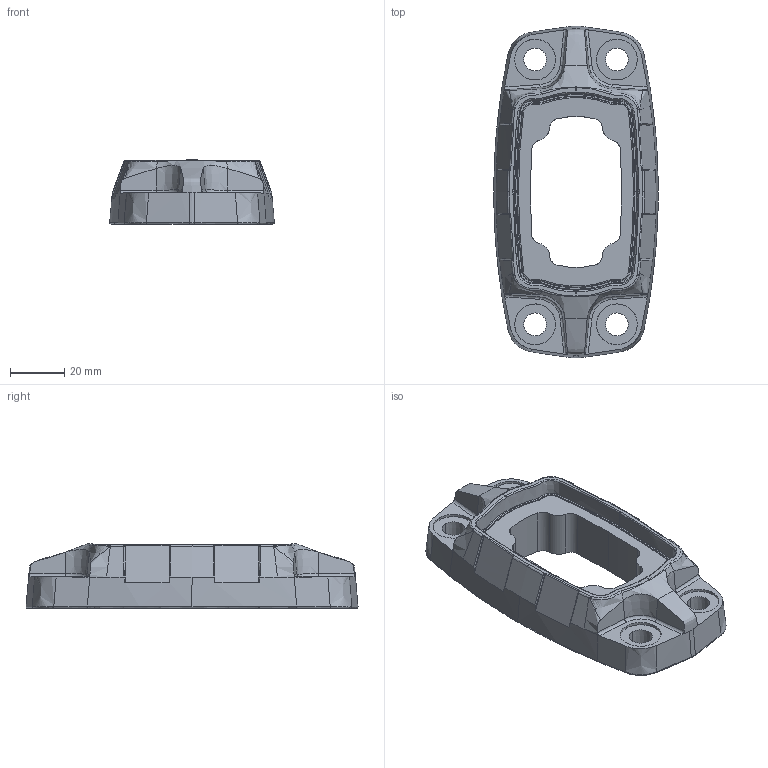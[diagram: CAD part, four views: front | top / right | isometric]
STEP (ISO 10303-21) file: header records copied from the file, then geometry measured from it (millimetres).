
FILE_DESCRIPTION (( 'STEP AP203' ), '1' );
FILE_NAME ('TK045.800.STEP', '2018-09-19T06:50:39', ( '' ), ( '' ), 'SwSTEP 2.0', 'SolidWorks 2018', '' );
FILE_SCHEMA (( 'CONFIG_CONTROL_DESIGN' ));
Length unit declared in the file: millimetre
Products named in the file (1): TK045.800
Bounding box: 60.44 x 121.85 x 23.55 mm (x, y, z)
Volume: 75455.7 mm3; surface area: 20564.2 mm2
Topology: 1 solids, 1 shells, 236 faces, 669 edges, 432 vertices
Faces by surface type: bspline 176, cone 22, cylinder 21, plane 17
Entity records: 20129 total; most frequent: CARTESIAN_POINT 15498, ORIENTED_EDGE 1322, EDGE_CURVE 661, B_SPLINE_CURVE_WITH_KNOTS 471, VERTEX_POINT 432, DIRECTION 419, EDGE_LOOP 251, ADVANCED_FACE 236
